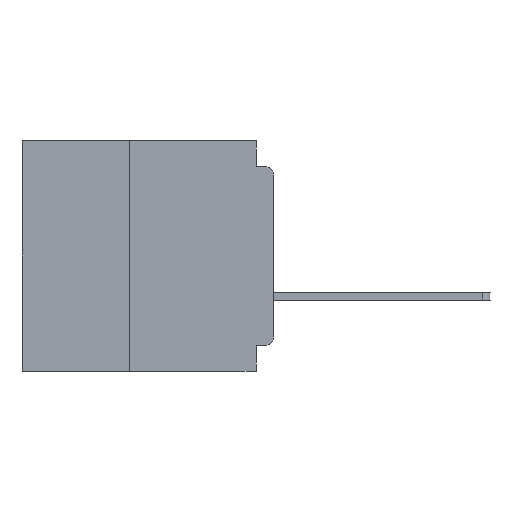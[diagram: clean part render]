
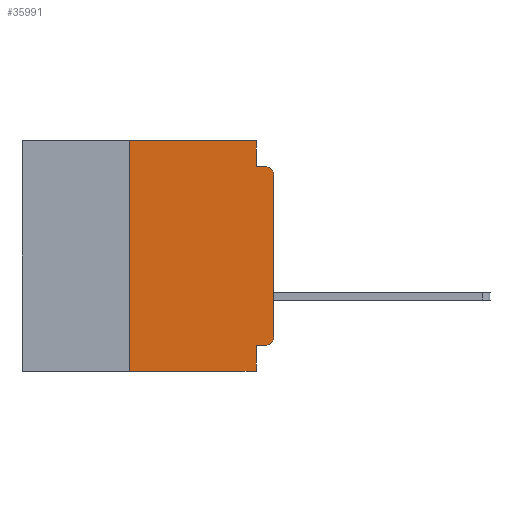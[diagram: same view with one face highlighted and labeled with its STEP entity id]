
A CAD part, left-side view. The second image highlights one B-rep face of the part: STEP entity #35991.
In plain terms, the highlighted planar face has unit normal (-1, 0, 0).
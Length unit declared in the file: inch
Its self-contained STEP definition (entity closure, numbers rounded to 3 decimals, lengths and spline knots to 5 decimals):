
#950 = LINE ( 'NONE', #7794, #2610 ) ;
#1781 = LINE ( 'NONE', #33567, #28428 ) ;
#2025 = EDGE_CURVE ( 'NONE', #33219, #16109, #1781, .T. ) ;
#2610 = VECTOR ( 'NONE', #44775, 39.37008 ) ;
#3352 = CIRCLE ( 'NONE', #65220, 0.015 ) ;
#6166 = VECTOR ( 'NONE', #64242, 39.37008 ) ;
#6679 = ORIENTED_EDGE ( 'NONE', *, *, #52924, .T. ) ;
#7004 = LINE ( 'NONE', #18143, #19547 ) ;
#7305 = CARTESIAN_POINT ( 'NONE',  ( 0., 0., -0.34 ) ) ;
#7788 = CIRCLE ( 'NONE', #68032, 0.015 ) ;
#7794 = CARTESIAN_POINT ( 'NONE',  ( 0., 0.25, -0.4 ) ) ;
#8317 = VERTEX_POINT ( 'NONE', #28561 ) ;
#8370 = CARTESIAN_POINT ( 'NONE',  ( 0., 0.437, 0. ) ) ;
#8952 = CARTESIAN_POINT ( 'NONE',  ( 0., 0., -0.045 ) ) ;
#9646 = LINE ( 'NONE', #27860, #62410 ) ;
#10885 = LINE ( 'NONE', #12704, #23386 ) ;
#11605 = ORIENTED_EDGE ( 'NONE', *, *, #27577, .F. ) ;
#11678 = VECTOR ( 'NONE', #51175, 39.37008 ) ;
#12287 = EDGE_CURVE ( 'NONE', #21764, #52527, #10885, .T. ) ;
#12420 = EDGE_CURVE ( 'NONE', #58912, #52236, #13348, .T. ) ;
#12704 = CARTESIAN_POINT ( 'NONE',  ( 0., 0., 0. ) ) ;
#13348 = LINE ( 'NONE', #8952, #11678 ) ;
#13759 = DIRECTION ( 'NONE',  ( 1., 0., 0. ) ) ;
#13777 = DIRECTION ( 'NONE',  ( 0., 0., -1. ) ) ;
#14249 = CARTESIAN_POINT ( 'NONE',  ( 0., 0.031, -0.045 ) ) ;
#14674 = VECTOR ( 'NONE', #13777, 39.37008 ) ;
#16109 = VERTEX_POINT ( 'NONE', #55605 ) ;
#16906 = VERTEX_POINT ( 'NONE', #36042 ) ;
#18143 = CARTESIAN_POINT ( 'NONE',  ( 0., 0.031, 0. ) ) ;
#18693 = LINE ( 'NONE', #22255, #6166 ) ;
#19547 = VECTOR ( 'NONE', #60185, 39.37008 ) ;
#19744 = EDGE_CURVE ( 'NONE', #33219, #34138, #950, .T. ) ;
#20738 = ORIENTED_EDGE ( 'NONE', *, *, #12420, .F. ) ;
#21271 = DIRECTION ( 'NONE',  ( -1., 0., 0. ) ) ;
#21764 = VERTEX_POINT ( 'NONE', #7305 ) ;
#22255 = CARTESIAN_POINT ( 'NONE',  ( 0., 0.437, 0. ) ) ;
#23386 = VECTOR ( 'NONE', #60122, 39.37008 ) ;
#24389 = ORIENTED_EDGE ( 'NONE', *, *, #40681, .F. ) ;
#26352 = ORIENTED_EDGE ( 'NONE', *, *, #12287, .T. ) ;
#27577 = EDGE_CURVE ( 'NONE', #50321, #16109, #56658, .T. ) ;
#27860 = CARTESIAN_POINT ( 'NONE',  ( 0., 0., -0.355 ) ) ;
#27973 = CARTESIAN_POINT ( 'NONE',  ( 0., 0.25, -0.4 ) ) ;
#28428 = VECTOR ( 'NONE', #64972, 39.37008 ) ;
#28561 = CARTESIAN_POINT ( 'NONE',  ( 0., 0.031, 0. ) ) ;
#31113 = DIRECTION ( 'NONE',  ( -1., 0., 0. ) ) ;
#33219 = VERTEX_POINT ( 'NONE', #27973 ) ;
#33567 = CARTESIAN_POINT ( 'NONE',  ( 0., 0.437, -0.4 ) ) ;
#34138 = VERTEX_POINT ( 'NONE', #49720 ) ;
#34452 = ORIENTED_EDGE ( 'NONE', *, *, #63332, .F. ) ;
#35601 = EDGE_CURVE ( 'NONE', #16906, #21764, #7788, .T. ) ;
#35991 = ADVANCED_FACE ( 'NONE', ( #37601 ), #40069, .F. ) ;
#36042 = CARTESIAN_POINT ( 'NONE',  ( 0., 0.015, -0.355 ) ) ;
#37328 = AXIS2_PLACEMENT_3D ( 'NONE', #8370, #13759, #50621 ) ;
#37601 = FACE_OUTER_BOUND ( 'NONE', #49348, .T. ) ;
#38722 = ORIENTED_EDGE ( 'NONE', *, *, #2025, .T. ) ;
#40069 = PLANE ( 'NONE',  #37328 ) ;
#40661 = ORIENTED_EDGE ( 'NONE', *, *, #35601, .T. ) ;
#40681 = EDGE_CURVE ( 'NONE', #16906, #50321, #9646, .T. ) ;
#44775 = DIRECTION ( 'NONE',  ( 0., 0., 1. ) ) ;
#46840 = EDGE_CURVE ( 'NONE', #8317, #58912, #7004, .T. ) ;
#48761 = DIRECTION ( 'NONE',  ( 0., 1., 0. ) ) ;
#49348 = EDGE_LOOP ( 'NONE', ( #26352, #6679, #20738, #52455, #34452, #60141, #38722, #11605, #24389, #40661 ) ) ;
#49720 = CARTESIAN_POINT ( 'NONE',  ( 0., 0.25, 0. ) ) ;
#50321 = VERTEX_POINT ( 'NONE', #58897 ) ;
#50621 = DIRECTION ( 'NONE',  ( 0., 0., -1. ) ) ;
#50639 = CARTESIAN_POINT ( 'NONE',  ( 0., 0.031, -0.4 ) ) ;
#51175 = DIRECTION ( 'NONE',  ( 0., -1., 0. ) ) ;
#51615 = CARTESIAN_POINT ( 'NONE',  ( 0., 0.015, -0.045 ) ) ;
#52236 = VERTEX_POINT ( 'NONE', #51615 ) ;
#52455 = ORIENTED_EDGE ( 'NONE', *, *, #46840, .F. ) ;
#52527 = VERTEX_POINT ( 'NONE', #54082 ) ;
#52737 = CARTESIAN_POINT ( 'NONE',  ( 0., 0.015, -0.34 ) ) ;
#52924 = EDGE_CURVE ( 'NONE', #52527, #52236, #3352, .T. ) ;
#54082 = CARTESIAN_POINT ( 'NONE',  ( 0., 0., -0.06 ) ) ;
#55605 = CARTESIAN_POINT ( 'NONE',  ( 0., 0.031, -0.4 ) ) ;
#56658 = LINE ( 'NONE', #50639, #14674 ) ;
#58010 = DIRECTION ( 'NONE',  ( 0., 0., -1. ) ) ;
#58897 = CARTESIAN_POINT ( 'NONE',  ( 0., 0.031, -0.355 ) ) ;
#58912 = VERTEX_POINT ( 'NONE', #14249 ) ;
#60122 = DIRECTION ( 'NONE',  ( 0., 0., 1. ) ) ;
#60141 = ORIENTED_EDGE ( 'NONE', *, *, #19744, .F. ) ;
#60185 = DIRECTION ( 'NONE',  ( 0., 0., -1. ) ) ;
#62410 = VECTOR ( 'NONE', #48761, 39.37008 ) ;
#62549 = CARTESIAN_POINT ( 'NONE',  ( 0., 0.015, -0.06 ) ) ;
#63332 = EDGE_CURVE ( 'NONE', #34138, #8317, #18693, .T. ) ;
#64242 = DIRECTION ( 'NONE',  ( 0., -1., 0. ) ) ;
#64972 = DIRECTION ( 'NONE',  ( 0., -1., 0. ) ) ;
#65220 = AXIS2_PLACEMENT_3D ( 'NONE', #62549, #31113, #67795 ) ;
#67795 = DIRECTION ( 'NONE',  ( 0., 0., -1. ) ) ;
#68032 = AXIS2_PLACEMENT_3D ( 'NONE', #52737, #21271, #58010 ) ;
